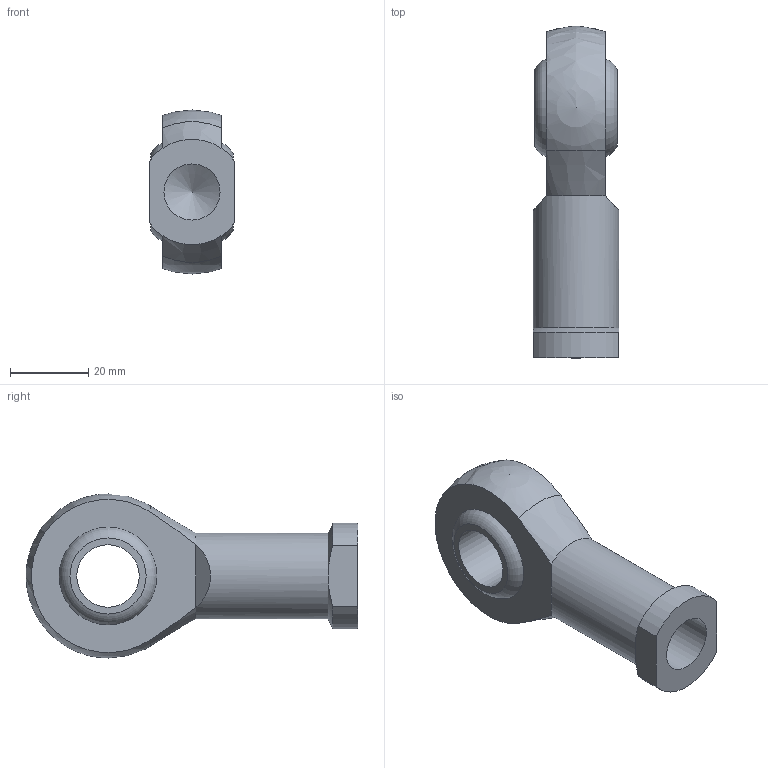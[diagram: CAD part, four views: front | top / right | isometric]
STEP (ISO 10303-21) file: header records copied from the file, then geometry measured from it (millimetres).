
FILE_DESCRIPTION(/* description */ (''),/* implementation_level */ '2;1');
FILE_NAME(/* name */ 'CAD_50691.stp',/* time_stamp */ '2016-06-01T14:19:40+02:00',/* author */ ('Hypex'),/* organization */ ('Hypex'),/* preprocessor_version */ 'ST-DEVELOPER v16.1',/* originating_system */ 'Autodesk Inventor 2016',/* authorisation */ '');
FILE_SCHEMA (('AUTOMOTIVE_DESIGN { 1 0 10303 214 3 1 1 }'));
Length unit declared in the file: millimetre
Products named in the file (1): CAD_50691
Bounding box: 22 x 84.99 x 42 mm (x, y, z)
Volume: 31149.6 mm3; surface area: 10167 mm2
Topology: 1 solids, 1 shells, 22 faces, 49 edges, 30 vertices
Faces by surface type: plane 9, cone 5, cylinder 5, torus 2, sphere 1
Full cylindrical faces by diameter (mm): 14.376 x1, 16 x1, 22 x1
Entity records: 589 total; most frequent: CARTESIAN_POINT 103, DIRECTION 98, ORIENTED_EDGE 76, AXIS2_PLACEMENT_3D 45, EDGE_CURVE 38, EDGE_LOOP 32, VERTEX_POINT 26, STYLED_ITEM 23
